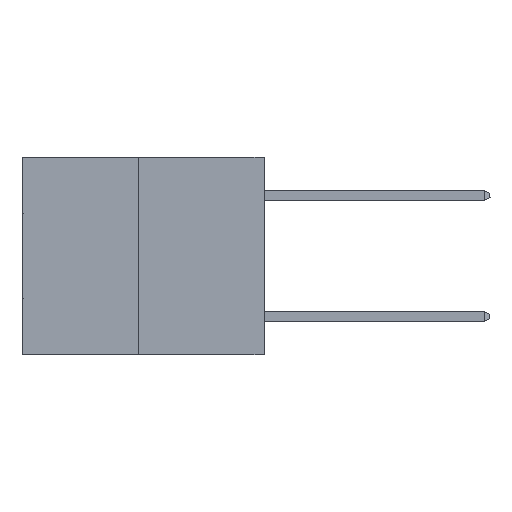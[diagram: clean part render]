
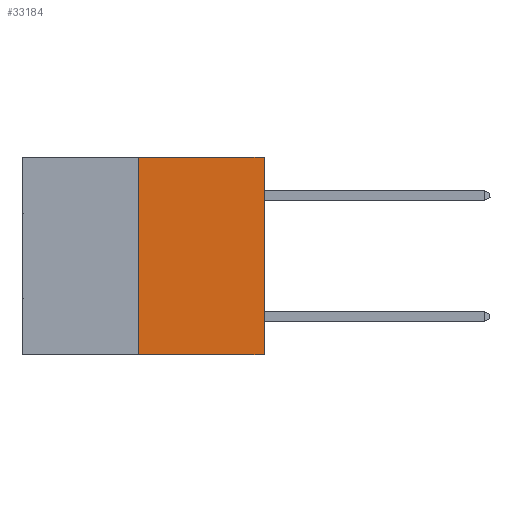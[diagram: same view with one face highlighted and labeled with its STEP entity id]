
A CAD part, left-side view. The second image highlights one B-rep face of the part: STEP entity #33184.
In plain terms, the highlighted planar face has unit normal (-1, 0, 0).
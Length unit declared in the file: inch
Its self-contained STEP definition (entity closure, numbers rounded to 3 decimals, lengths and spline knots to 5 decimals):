
#1119 = CARTESIAN_POINT ( 'NONE',  ( 0., 0.6, 0. ) ) ;
#1758 = ORIENTED_EDGE ( 'NONE', *, *, #23639, .F. ) ;
#2760 = CARTESIAN_POINT ( 'NONE',  ( 0., 0.312, -0.49 ) ) ;
#4232 = CARTESIAN_POINT ( 'NONE',  ( 0., 0.6, 0. ) ) ;
#5235 = VERTEX_POINT ( 'NONE', #17881 ) ;
#5468 = LINE ( 'NONE', #7222, #18950 ) ;
#5657 = EDGE_LOOP ( 'NONE', ( #26116, #28045, #13558, #1758 ) ) ;
#5852 = DIRECTION ( 'NONE',  ( 0., 0., 1. ) ) ;
#6533 = DIRECTION ( 'NONE',  ( 0., -1., 0. ) ) ;
#6585 = DIRECTION ( 'NONE',  ( 1., 0., 0. ) ) ;
#7222 = CARTESIAN_POINT ( 'NONE',  ( 0., 0.6, -0.49 ) ) ;
#8962 = CARTESIAN_POINT ( 'NONE',  ( 0., 0.312, 0. ) ) ;
#9247 = DIRECTION ( 'NONE',  ( 0., 0., -1. ) ) ;
#9335 = CARTESIAN_POINT ( 'NONE',  ( 0., 0., 0. ) ) ;
#11666 = DIRECTION ( 'NONE',  ( 0., 0., 1. ) ) ;
#12442 = CARTESIAN_POINT ( 'NONE',  ( 0., 0., -0.49 ) ) ;
#12823 = EDGE_CURVE ( 'NONE', #16593, #5235, #13862, .T. ) ;
#12987 = EDGE_CURVE ( 'NONE', #21377, #16593, #5468, .T. ) ;
#13558 = ORIENTED_EDGE ( 'NONE', *, *, #12823, .T. ) ;
#13862 = LINE ( 'NONE', #9335, #18388 ) ;
#14479 = VECTOR ( 'NONE', #5852, 39.37008 ) ;
#16543 = LINE ( 'NONE', #2760, #14479 ) ;
#16593 = VERTEX_POINT ( 'NONE', #12442 ) ;
#17881 = CARTESIAN_POINT ( 'NONE',  ( 0., 0., 0. ) ) ;
#18388 = VECTOR ( 'NONE', #11666, 39.37008 ) ;
#18950 = VECTOR ( 'NONE', #26067, 39.37008 ) ;
#19113 = FACE_OUTER_BOUND ( 'NONE', #5657, .T. ) ;
#20370 = VECTOR ( 'NONE', #6533, 39.37008 ) ;
#21377 = VERTEX_POINT ( 'NONE', #32935 ) ;
#23639 = EDGE_CURVE ( 'NONE', #25530, #5235, #31316, .T. ) ;
#25530 = VERTEX_POINT ( 'NONE', #8962 ) ;
#26067 = DIRECTION ( 'NONE',  ( 0., -1., 0. ) ) ;
#26116 = ORIENTED_EDGE ( 'NONE', *, *, #33726, .F. ) ;
#28045 = ORIENTED_EDGE ( 'NONE', *, *, #12987, .T. ) ;
#31316 = LINE ( 'NONE', #4232, #20370 ) ;
#32604 = PLANE ( 'NONE',  #34604 ) ;
#32935 = CARTESIAN_POINT ( 'NONE',  ( 0., 0.312, -0.49 ) ) ;
#33184 = ADVANCED_FACE ( 'NONE', ( #19113 ), #32604, .F. ) ;
#33726 = EDGE_CURVE ( 'NONE', #21377, #25530, #16543, .T. ) ;
#34604 = AXIS2_PLACEMENT_3D ( 'NONE', #1119, #6585, #9247 ) ;
